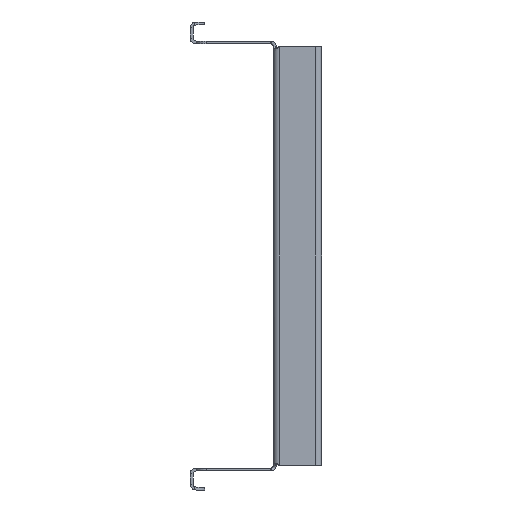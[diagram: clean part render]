
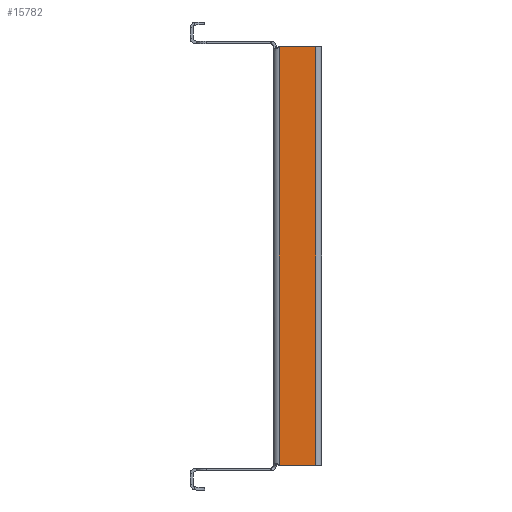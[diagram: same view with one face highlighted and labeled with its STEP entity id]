
A CAD part, left-side view. The second image highlights one B-rep face of the part: STEP entity #15782.
In plain terms, the highlighted planar face has unit normal (-1, 0, 0).
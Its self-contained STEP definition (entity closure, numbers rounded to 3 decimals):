
#45 = PLANE ( 'NONE',  #6522 ) ;
#1251 = FACE_OUTER_BOUND ( 'NONE', #15460, .T. ) ;
#1551 = DIRECTION ( 'NONE',  ( 0., -1., 0. ) ) ;
#2046 = CARTESIAN_POINT ( 'NONE',  ( -430., -29., 143. ) ) ;
#2106 = VECTOR ( 'NONE', #10975, 1000. ) ;
#2180 = CARTESIAN_POINT ( 'NONE',  ( -430., -4., 0. ) ) ;
#2455 = DIRECTION ( 'NONE',  ( 0., 1., 0. ) ) ;
#2619 = DIRECTION ( 'NONE',  ( -1., 0., 0. ) ) ;
#2751 = VECTOR ( 'NONE', #9243, 1000. ) ;
#3107 = ORIENTED_EDGE ( 'NONE', *, *, #15255, .T. ) ;
#3559 = CARTESIAN_POINT ( 'NONE',  ( -430., -4., 143. ) ) ;
#4040 = CARTESIAN_POINT ( 'NONE',  ( -430., 0., -143. ) ) ;
#5329 = DIRECTION ( 'NONE',  ( 0., -1., 0. ) ) ;
#6522 = AXIS2_PLACEMENT_3D ( 'NONE', #9282, #2619, #1551 ) ;
#6925 = EDGE_CURVE ( 'NONE', #14164, #9428, #8924, .T. ) ;
#7047 = LINE ( 'NONE', #2180, #2751 ) ;
#7181 = CARTESIAN_POINT ( 'NONE',  ( -430., -29., -143. ) ) ;
#7424 = VERTEX_POINT ( 'NONE', #15161 ) ;
#8316 = VECTOR ( 'NONE', #5329, 1000. ) ;
#8364 = ORIENTED_EDGE ( 'NONE', *, *, #6925, .T. ) ;
#8924 = LINE ( 'NONE', #15908, #11421 ) ;
#9243 = DIRECTION ( 'NONE',  ( 0., 0., -1. ) ) ;
#9282 = CARTESIAN_POINT ( 'NONE',  ( -430., 0., 0. ) ) ;
#9428 = VERTEX_POINT ( 'NONE', #3559 ) ;
#9603 = ORIENTED_EDGE ( 'NONE', *, *, #15414, .T. ) ;
#9697 = ORIENTED_EDGE ( 'NONE', *, *, #10575, .T. ) ;
#9851 = VERTEX_POINT ( 'NONE', #7181 ) ;
#10176 = LINE ( 'NONE', #4040, #8316 ) ;
#10575 = EDGE_CURVE ( 'NONE', #9428, #7424, #7047, .T. ) ;
#10975 = DIRECTION ( 'NONE',  ( 0., 0., 1. ) ) ;
#11308 = CARTESIAN_POINT ( 'NONE',  ( -430., -29., -143. ) ) ;
#11421 = VECTOR ( 'NONE', #2455, 1000. ) ;
#13472 = LINE ( 'NONE', #11308, #2106 ) ;
#14164 = VERTEX_POINT ( 'NONE', #2046 ) ;
#15161 = CARTESIAN_POINT ( 'NONE',  ( -430., -4., -143. ) ) ;
#15255 = EDGE_CURVE ( 'NONE', #7424, #9851, #10176, .T. ) ;
#15414 = EDGE_CURVE ( 'NONE', #9851, #14164, #13472, .T. ) ;
#15460 = EDGE_LOOP ( 'NONE', ( #3107, #9603, #8364, #9697 ) ) ;
#15782 = ADVANCED_FACE ( 'NONE', ( #1251 ), #45, .T. ) ;
#15908 = CARTESIAN_POINT ( 'NONE',  ( -430., 0., 143. ) ) ;
